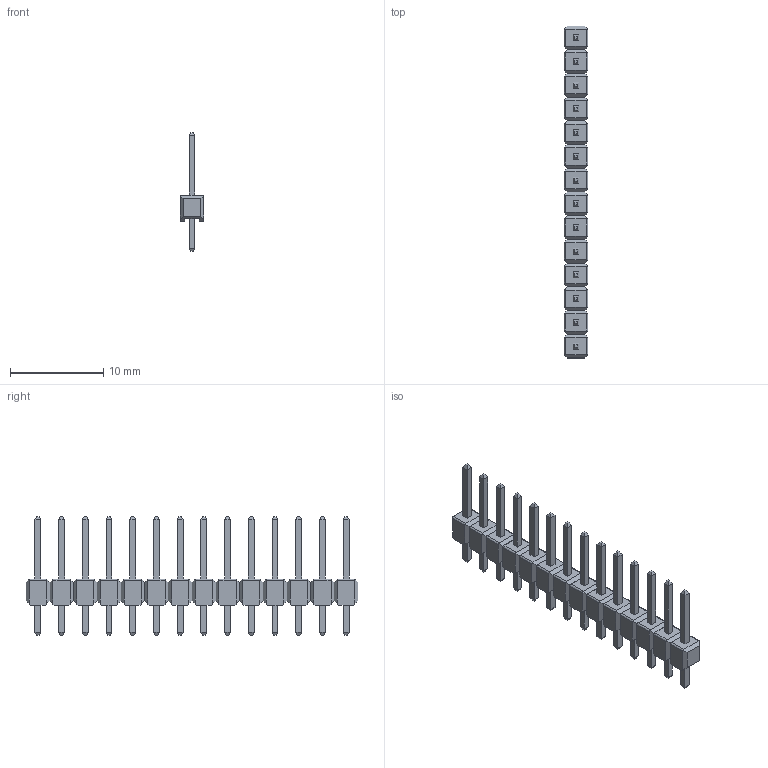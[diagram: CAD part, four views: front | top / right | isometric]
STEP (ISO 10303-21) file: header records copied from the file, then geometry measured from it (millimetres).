
FILE_DESCRIPTION(('FreeCAD Model'),'2;1');
FILE_NAME( 'Pin_Header_Straight_1x14.STEP', '2016-03-20T01:57:11',('Author'),(''), 'Open CASCADE STEP processor 6.8','FreeCAD','Unknown');
FILE_SCHEMA(('AUTOMOTIVE_DESIGN_CC2 { 1 2 10303 214 -1 1 5 4 }'));
Length unit declared in the file: millimetre
Products named in the file (29): Document; Document001; Document002; Document003; Document004; Document005; Document006; Document007; Document008; Document009; Document010; Document011; Document012; Document013; Document014; Document015; Document016; Document017; Document018; Document019; Document020; Document021; Document022; Document023; Document024; Document025; Document026; Document027; Document028
Bounding box: 2.54 x 35.56 x 12.7 mm (x, y, z)
Volume: 68.7 mm3; surface area: 938.6 mm2
Topology: 14 solids, 28 shells, 506 faces, 1323 edges, 849 vertices
Faces by surface type: bspline 506
Entity records: 34875 total; most frequent: CARTESIAN_POINT 17204, B_SPLINE_CURVE_WITH_KNOTS 3851, ORIENTED_EDGE 2528, PCURVE 2528, DEFINITIONAL_REPRESENTATION 2528, EDGE_CURVE 1316, SURFACE_CURVE 1316, VERTEX_POINT 840
